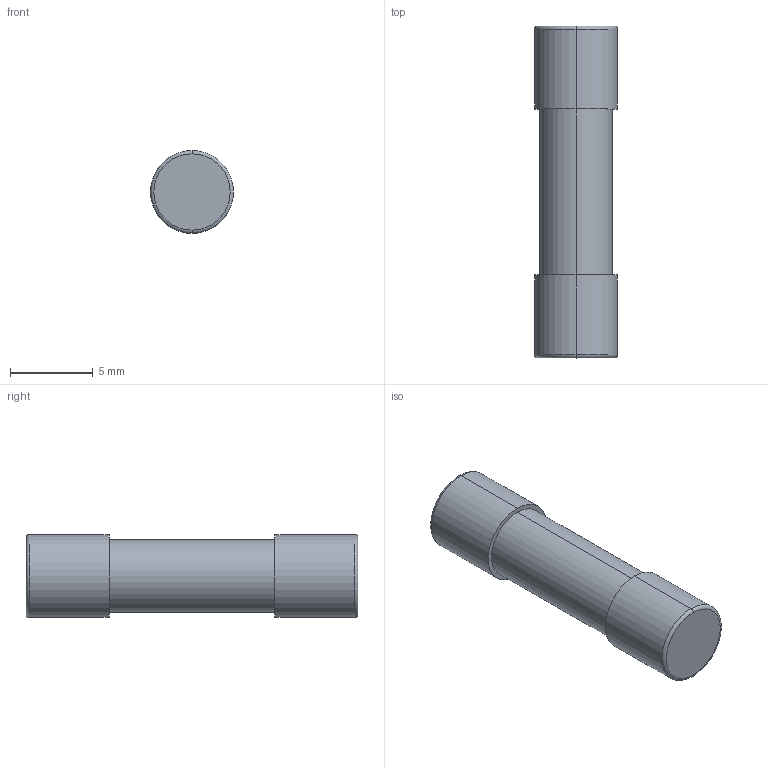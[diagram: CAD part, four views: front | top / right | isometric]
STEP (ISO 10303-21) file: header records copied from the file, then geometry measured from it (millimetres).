
FILE_DESCRIPTION (( 'STEP AP214' ), '1' );
FILE_NAME ('User Library-20mm_fuse.STEP', '2020-05-11T04:00:09', ( '' ), ( '' ), 'SwSTEP 2.0', 'SolidWorks 2019', '' );
FILE_SCHEMA (( 'AUTOMOTIVE_DESIGN' ));
Length unit declared in the file: millimetre
Products named in the file (1): User Library-20mm_fuse
Bounding box: 5 x 20 x 5 mm (x, y, z)
Volume: 348.8 mm3; surface area: 353.2 mm2
Topology: 2 solids, 2 shells, 18 faces, 32 edges, 20 vertices
Faces by surface type: cylinder 8, plane 6, torus 4
Entity records: 513 total; most frequent: DIRECTION 94, CARTESIAN_POINT 71, ORIENTED_EDGE 64, AXIS2_PLACEMENT_3D 43, EDGE_CURVE 32, CIRCLE 24, EDGE_LOOP 20, VERTEX_POINT 20
